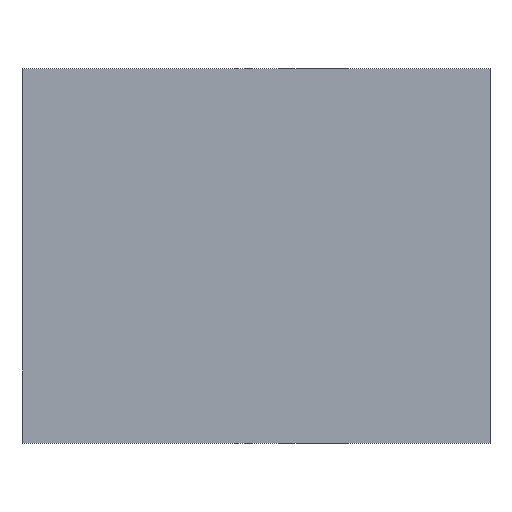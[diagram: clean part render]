
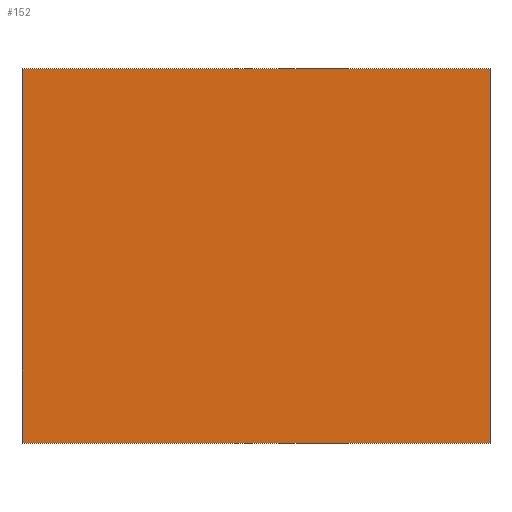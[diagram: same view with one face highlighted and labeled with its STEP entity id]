
A CAD part, top view. The second image highlights one B-rep face of the part: STEP entity #152.
In plain terms, the highlighted planar face has unit normal (0, 0, 1).
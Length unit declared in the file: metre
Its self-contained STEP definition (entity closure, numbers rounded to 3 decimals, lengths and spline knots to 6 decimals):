
#22=LINE('',#238,#34);
#26=LINE('',#246,#38);
#29=LINE('',#252,#41);
#31=LINE('',#257,#43);
#34=VECTOR('',#197,1.);
#38=VECTOR('',#203,1.);
#41=VECTOR('',#208,1.);
#43=VECTOR('',#214,1.);
#49=PLANE('',#178);
#73=ORIENTED_EDGE('',*,*,#88,.F.);
#74=ORIENTED_EDGE('',*,*,#92,.T.);
#75=ORIENTED_EDGE('',*,*,#95,.T.);
#76=ORIENTED_EDGE('',*,*,#98,.F.);
#88=EDGE_CURVE('',#104,#105,#22,.T.);
#92=EDGE_CURVE('',#104,#107,#26,.T.);
#95=EDGE_CURVE('',#107,#109,#29,.T.);
#98=EDGE_CURVE('',#105,#109,#31,.T.);
#104=VERTEX_POINT('',#237);
#105=VERTEX_POINT('',#239);
#107=VERTEX_POINT('',#245);
#109=VERTEX_POINT('',#251);
#125=EDGE_LOOP('',(#73,#74,#75,#76));
#139=FACE_BOUND('',#125,.T.);
#152=ADVANCED_FACE('',(#139),#49,.T.);
#178=AXIS2_PLACEMENT_3D('',#258,#215,#216);
#197=DIRECTION('',(0.,-1.,0.));
#203=DIRECTION('',(-1.,0.,0.));
#208=DIRECTION('',(0.,-1.,0.));
#214=DIRECTION('',(-1.,0.,0.));
#215=DIRECTION('',(0.,0.,1.));
#216=DIRECTION('',(1.,0.,0.));
#237=CARTESIAN_POINT('',(0.025,0.02,0.015));
#238=CARTESIAN_POINT('',(0.025,0.,0.015));
#239=CARTESIAN_POINT('',(0.025,-0.02,0.015));
#245=CARTESIAN_POINT('',(-0.025,0.02,0.015));
#246=CARTESIAN_POINT('',(0.,0.02,0.015));
#251=CARTESIAN_POINT('',(-0.025,-0.02,0.015));
#252=CARTESIAN_POINT('',(-0.025,0.,0.015));
#257=CARTESIAN_POINT('',(0.,-0.02,0.015));
#258=CARTESIAN_POINT('',(0.,0.,0.015));
